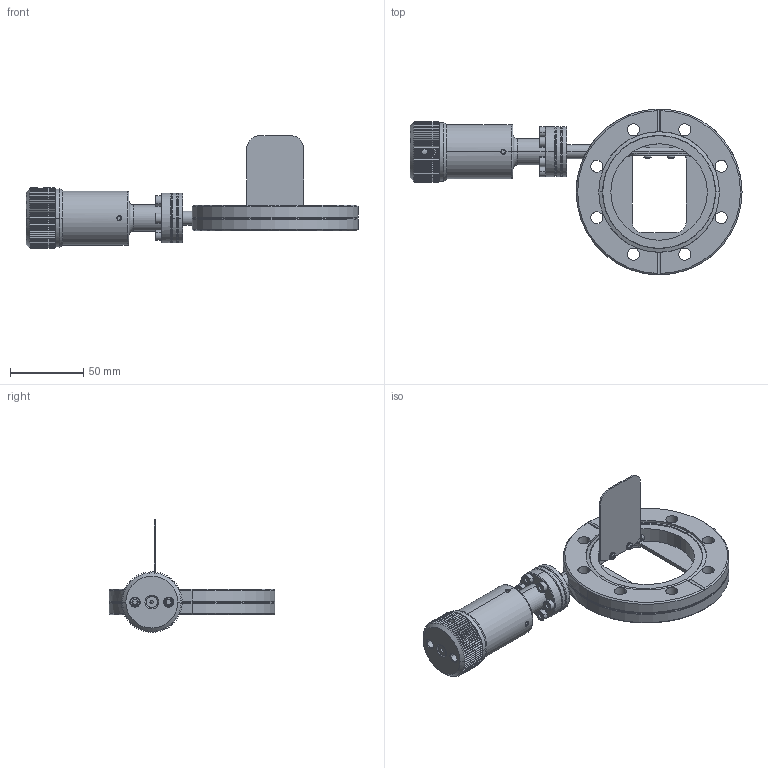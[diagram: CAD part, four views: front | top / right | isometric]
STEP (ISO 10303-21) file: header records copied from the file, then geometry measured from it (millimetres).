
FILE_DESCRIPTION (( 'STEP AP214' ), '1' );
FILE_NAME ('420MBL063.stp', '2017-03-14T08:17:54', ( '' ), ( '' ), 'SwSTEP 2.0', 'SolidWorks 2015', '' );
FILE_SCHEMA (( 'AUTOMOTIVE_DESIGN' ));
Length unit declared in the file: millimetre
Products named in the file (1): 420MBL063
Bounding box: 227.25 x 113.5 x 77.24 mm (x, y, z)
Volume: 209196.3 mm3; surface area: 65110.1 mm2
Topology: 19 solids, 20 shells, 1333 faces, 3330 edges, 2081 vertices
Faces by surface type: plane 670, cylinder 311, cone 196, bspline 94, torus 58, sphere 4
Entity records: 55630 total; most frequent: CARTESIAN_POINT 12205, ORIENTED_EDGE 6620, DIRECTION 6203, EDGE_CURVE 3310, AXIS2_PLACEMENT_3D 2388, VERTEX_POINT 2081, EDGE_LOOP 1467, LINE 1427
